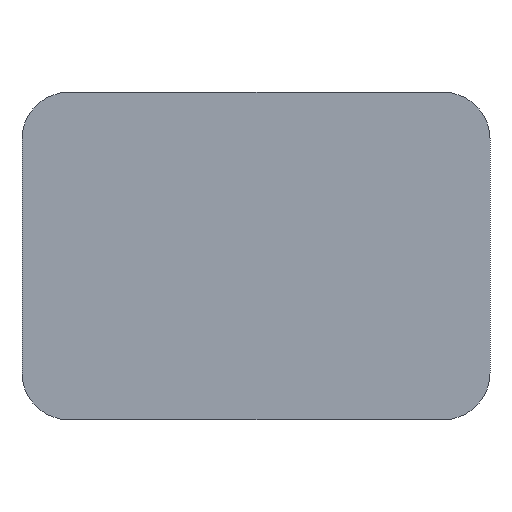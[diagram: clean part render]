
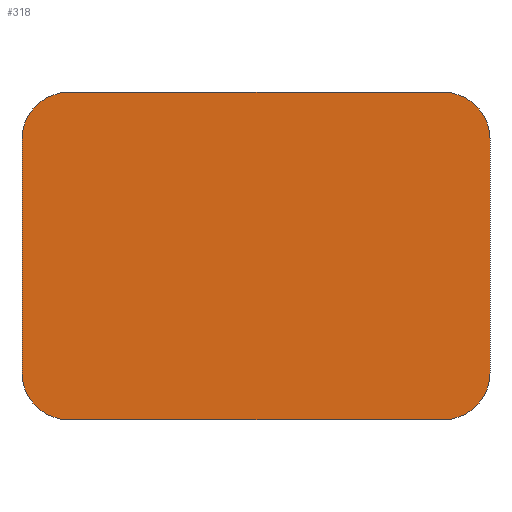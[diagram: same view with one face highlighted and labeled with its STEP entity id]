
A CAD part, front view. The second image highlights one B-rep face of the part: STEP entity #318.
In plain terms, the highlighted planar face has unit normal (0, -1, 0).
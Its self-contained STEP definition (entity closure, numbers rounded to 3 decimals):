
#2 = CIRCLE ( 'NONE', #172, 10. ) ;
#6 = ORIENTED_EDGE ( 'NONE', *, *, #94, .F. ) ;
#23 = CIRCLE ( 'NONE', #249, 10. ) ;
#31 = VERTEX_POINT ( 'NONE', #47 ) ;
#37 = VERTEX_POINT ( 'NONE', #151 ) ;
#39 = AXIS2_PLACEMENT_3D ( 'NONE', #332, #46, #98 ) ;
#42 = VERTEX_POINT ( 'NONE', #127 ) ;
#46 = DIRECTION ( 'NONE',  ( 0., -1., 0. ) ) ;
#47 = CARTESIAN_POINT ( 'NONE',  ( -40., 0., 35. ) ) ;
#49 = DIRECTION ( 'NONE',  ( 0., 0., 1. ) ) ;
#58 = ORIENTED_EDGE ( 'NONE', *, *, #102, .F. ) ;
#62 = CARTESIAN_POINT ( 'NONE',  ( 0., 0., 0. ) ) ;
#65 = DIRECTION ( 'NONE',  ( 0., 0., -1. ) ) ;
#67 = EDGE_CURVE ( 'NONE', #81, #37, #176, .T. ) ;
#68 = DIRECTION ( 'NONE',  ( 0., 0., -1. ) ) ;
#70 = EDGE_CURVE ( 'NONE', #81, #90, #186, .T. ) ;
#71 = VECTOR ( 'NONE', #123, 1000. ) ;
#80 = CARTESIAN_POINT ( 'NONE',  ( 40., 0., 35. ) ) ;
#81 = VERTEX_POINT ( 'NONE', #87 ) ;
#87 = CARTESIAN_POINT ( 'NONE',  ( 50., 0., 25. ) ) ;
#90 = VERTEX_POINT ( 'NONE', #80 ) ;
#92 = CARTESIAN_POINT ( 'NONE',  ( -40., 0., 25. ) ) ;
#93 = ORIENTED_EDGE ( 'NONE', *, *, #126, .T. ) ;
#94 = EDGE_CURVE ( 'NONE', #188, #42, #212, .T. ) ;
#98 = DIRECTION ( 'NONE',  ( 0., 0., -1. ) ) ;
#102 = EDGE_CURVE ( 'NONE', #31, #90, #154, .T. ) ;
#104 = CARTESIAN_POINT ( 'NONE',  ( -50., 0., -35. ) ) ;
#117 = PLANE ( 'NONE',  #232 ) ;
#123 = DIRECTION ( 'NONE',  ( 0., 0., -1. ) ) ;
#125 = VERTEX_POINT ( 'NONE', #259 ) ;
#126 = EDGE_CURVE ( 'NONE', #188, #37, #300, .T. ) ;
#127 = CARTESIAN_POINT ( 'NONE',  ( -40., 0., -35. ) ) ;
#128 = CARTESIAN_POINT ( 'NONE',  ( -50., 0., 35. ) ) ;
#151 = CARTESIAN_POINT ( 'NONE',  ( 50., 0., -25. ) ) ;
#154 = LINE ( 'NONE', #313, #265 ) ;
#155 = CARTESIAN_POINT ( 'NONE',  ( 40., 0., -25. ) ) ;
#163 = ORIENTED_EDGE ( 'NONE', *, *, #329, .T. ) ;
#167 = DIRECTION ( 'NONE',  ( 0., -1., 0. ) ) ;
#168 = ORIENTED_EDGE ( 'NONE', *, *, #67, .F. ) ;
#172 = AXIS2_PLACEMENT_3D ( 'NONE', #92, #192, #65 ) ;
#173 = EDGE_CURVE ( 'NONE', #301, #125, #320, .T. ) ;
#176 = LINE ( 'NONE', #247, #71 ) ;
#179 = DIRECTION ( 'NONE',  ( 0., -1., 0. ) ) ;
#186 = CIRCLE ( 'NONE', #39, 10. ) ;
#188 = VERTEX_POINT ( 'NONE', #260 ) ;
#192 = DIRECTION ( 'NONE',  ( 0., -1., 0. ) ) ;
#201 = EDGE_LOOP ( 'NONE', ( #58, #163, #331, #208, #6, #93, #168, #242 ) ) ;
#208 = ORIENTED_EDGE ( 'NONE', *, *, #342, .T. ) ;
#209 = DIRECTION ( 'NONE',  ( -1., 0., 0. ) ) ;
#212 = LINE ( 'NONE', #104, #224 ) ;
#219 = CARTESIAN_POINT ( 'NONE',  ( -40., 0., -25. ) ) ;
#224 = VECTOR ( 'NONE', #209, 1000. ) ;
#229 = DIRECTION ( 'NONE',  ( 0., 0., -1. ) ) ;
#232 = AXIS2_PLACEMENT_3D ( 'NONE', #62, #325, #68 ) ;
#238 = VECTOR ( 'NONE', #49, 1000. ) ;
#242 = ORIENTED_EDGE ( 'NONE', *, *, #70, .T. ) ;
#247 = CARTESIAN_POINT ( 'NONE',  ( 50., 0., 35. ) ) ;
#249 = AXIS2_PLACEMENT_3D ( 'NONE', #219, #167, #270 ) ;
#259 = CARTESIAN_POINT ( 'NONE',  ( -50., 0., 25. ) ) ;
#260 = CARTESIAN_POINT ( 'NONE',  ( 40., 0., -35. ) ) ;
#265 = VECTOR ( 'NONE', #280, 1000. ) ;
#270 = DIRECTION ( 'NONE',  ( 0., 0., -1. ) ) ;
#280 = DIRECTION ( 'NONE',  ( 1., 0., 0. ) ) ;
#290 = FACE_OUTER_BOUND ( 'NONE', #201, .T. ) ;
#298 = CARTESIAN_POINT ( 'NONE',  ( -50., 0., -25. ) ) ;
#300 = CIRCLE ( 'NONE', #310, 10. ) ;
#301 = VERTEX_POINT ( 'NONE', #298 ) ;
#310 = AXIS2_PLACEMENT_3D ( 'NONE', #155, #179, #229 ) ;
#313 = CARTESIAN_POINT ( 'NONE',  ( -50., 0., 35. ) ) ;
#318 = ADVANCED_FACE ( 'NONE', ( #290 ), #117, .T. ) ;
#320 = LINE ( 'NONE', #128, #238 ) ;
#325 = DIRECTION ( 'NONE',  ( 0., -1., 0. ) ) ;
#329 = EDGE_CURVE ( 'NONE', #31, #125, #2, .T. ) ;
#331 = ORIENTED_EDGE ( 'NONE', *, *, #173, .F. ) ;
#332 = CARTESIAN_POINT ( 'NONE',  ( 40., 0., 25. ) ) ;
#342 = EDGE_CURVE ( 'NONE', #301, #42, #23, .T. ) ;
